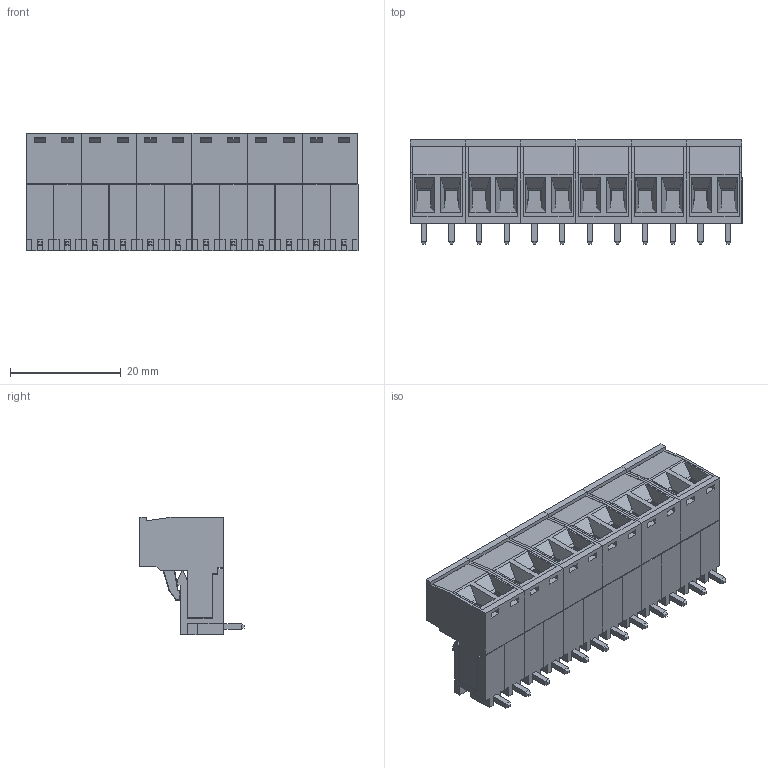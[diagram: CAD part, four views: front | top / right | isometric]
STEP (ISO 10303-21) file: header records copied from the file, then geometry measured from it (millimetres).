
FILE_DESCRIPTION (( 'STEP AP214' ), '1' );
FILE_NAME ('12P.STEP', '2021-08-08T18:59:30', ( '' ), ( '' ), 'SwSTEP 2.0', 'SolidWorks 2020', '' );
FILE_SCHEMA (( 'AUTOMOTIVE_DESIGN' ));
Length unit declared in the file: millimetre
Products named in the file (32): 2P; 1P; 2P.stp; Socket; 691352710002_COFFRE.stp; 6913527100xx_VIS.stp; 6913527100xxCAGE.stp; Metal; 691352710002.stp; 6913527100xx_PIN.stp; 12P
Assembly tree (96 placements, depth 4):
  12P
    2P
      2P.stp
        6913527100xx_PIN.stp  x2
        6913527100xxCAGE.stp  x2
        6913527100xx_VIS.stp  x2
        691352710002.stp
        691352710002_COFFRE.stp
      1P
        Metal
        Socket
      1P
        Metal
        Socket
    2P
      2P.stp
        6913527100xx_PIN.stp  x2
        6913527100xxCAGE.stp  x2
        6913527100xx_VIS.stp  x2
        691352710002.stp
        691352710002_COFFRE.stp
      1P
        Metal
        Socket
      1P
        Metal
        Socket
    2P
      2P.stp
        6913527100xx_PIN.stp  x2
        6913527100xxCAGE.stp  x2
        6913527100xx_VIS.stp  x2
        691352710002.stp
        691352710002_COFFRE.stp
      1P
        Metal
        Socket
      1P
        Metal
        Socket
    2P
      2P.stp
        6913527100xx_PIN.stp  x2
        6913527100xxCAGE.stp  x2
        6913527100xx_VIS.stp  x2
        691352710002.stp
        691352710002_COFFRE.stp
      1P
        Metal
        Socket
      1P
        Metal
        Socket
    2P
      2P.stp
        6913527100xx_PIN.stp  x2
        6913527100xxCAGE.stp  x2
        6913527100xx_VIS.stp  x2
        691352710002.stp
        691352710002_COFFRE.stp
Bounding box: 60 x 18.85 x 21.32 mm (x, y, z)
Volume: 9285.3 mm3; surface area: 25234.4 mm2
Topology: 72 solids, 72 shells, 3612 faces, 9768 edges, 6300 vertices
Faces by surface type: plane 2496, cylinder 936, cone 96, sphere 48, torus 36
Entity records: 14186 total; most frequent: CARTESIAN_POINT 2475, DIRECTION 2308, ORIENTED_EDGE 2186, EDGE_CURVE 1093, VECTOR 874, LINE 874, AXIS2_PLACEMENT_3D 717, VERTEX_POINT 708
